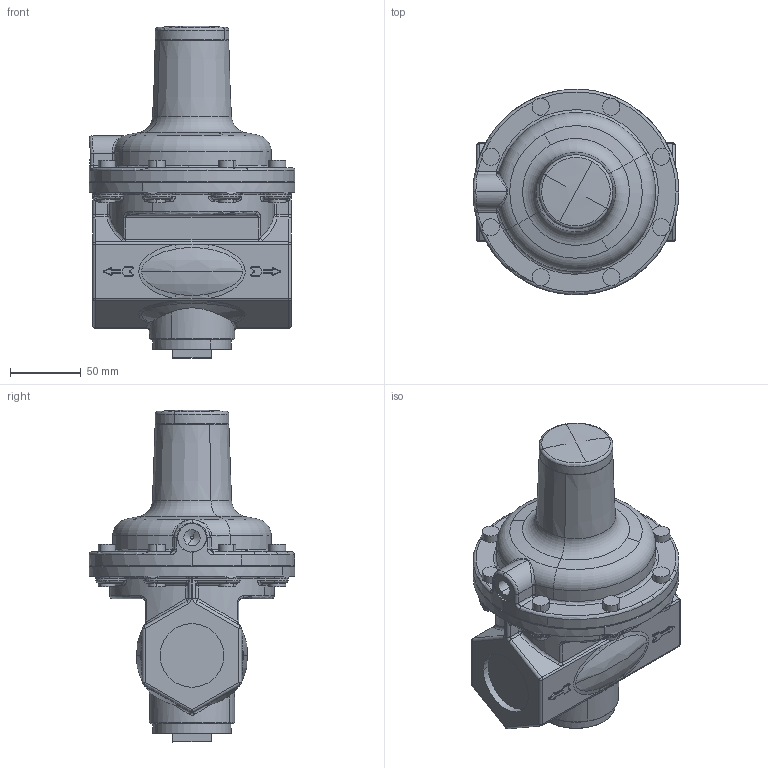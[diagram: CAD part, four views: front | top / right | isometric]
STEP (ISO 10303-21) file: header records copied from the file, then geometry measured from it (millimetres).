
FILE_DESCRIPTION(('CATIA V5 STEP'),'2;1');
FILE_NAME('R50 - SL10-G1,5Zoll.stp','2011-01-28T08:44:04+00:00',('none'),('none'),'CATIA Version 5 Release 19 SP 8 (IN-10)','CATIA V5 STEP AP214','none');
FILE_SCHEMA(('AUTOMOTIVE_DESIGN { 1 0 10303 214 1 1 1 1 }'));
Length unit declared in the file: millimetre
Products named in the file (1): R50 - SL10-G1,5Zoll
Bounding box: 145 x 145 x 234 mm (x, y, z)
Volume: 1595907.1 mm3; surface area: 110511.2 mm2
Topology: 1 solids, 5 shells, 839 faces, 2031 edges, 1155 vertices
Faces by surface type: cylinder 314, torus 177, plane 149, bspline 87, sphere 71, cone 26, revolution 15
Entity records: 31731 total; most frequent: CARTESIAN_POINT 15033, ORIENTED_EDGE 3946, DIRECTION 2479, EDGE_CURVE 1973, AXIS2_PLACEMENT_3D 1308, VERTEX_POINT 1155, EDGE_LOOP 850, ADVANCED_FACE 839
